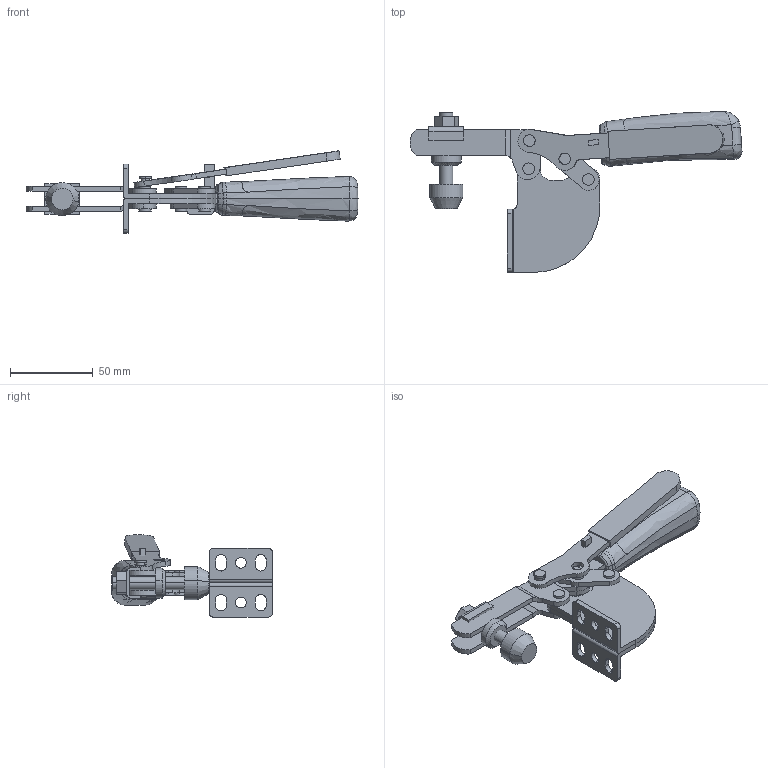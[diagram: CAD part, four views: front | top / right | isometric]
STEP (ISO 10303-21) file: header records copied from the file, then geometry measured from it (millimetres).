
FILE_DESCRIPTION (( 'STEP AP214' ), '1' );
FILE_NAME ('M22S-3.STEP', '2018-11-17T12:02:48', ( '' ), ( '' ), 'SwSTEP 2.0', 'SolidWorks 2015', '' );
FILE_SCHEMA (( 'AUTOMOTIVE_DESIGN' ));
Length unit declared in the file: millimetre
Products named in the file (19): 833-3-6 kol2_2; 833-3-8 lama; 833-3-7 lama; 833-3-1 ayak; 833-3-0 ayak; M22S-3; 3; 833-3-9 percin; Part1; 833-3-4 tirnak; 833-3-6 kol; 833-3-2 lastik; 833-3-10 ozel somun; 833-3-5 civata; 833-3-12 somun; 833-3-13 u papuc; 833-3-9 percin33,; 833-3-4 tirnak1; 833-3-6 kol2
Assembly tree (20 placements, depth 2):
  M22S-3
    833-3-0 ayak
    833-3-1 ayak
    833-3-7 lama
    833-3-8 lama
    833-3-6 kol2_2
    833-3-6 kol2
    833-3-4 tirnak1
    833-3-9 percin33,  x3
    833-3-13 u papuc
    833-3-12 somun
    833-3-5 civata
    833-3-10 ozel somun
    833-3-2 lastik
    833-3-6 kol
    833-3-4 tirnak
    Part1
    833-3-9 percin
    3
Bounding box: 200.25 x 97.01 x 49.66 mm (x, y, z)
Volume: 109143.6 mm3; surface area: 56711.3 mm2
Topology: 20 solids, 20 shells, 550 faces, 1411 edges, 924 vertices
Faces by surface type: plane 278, cylinder 149, bspline 121, cone 2
Entity records: 26694 total; most frequent: CARTESIAN_POINT 9356, ORIENTED_EDGE 2746, DIRECTION 2278, EDGE_CURVE 1373, VERTEX_POINT 900, LINE 832, VECTOR 832, AXIS2_PLACEMENT_3D 723
